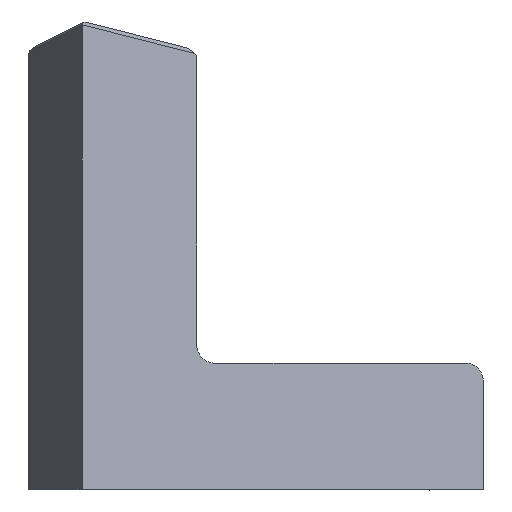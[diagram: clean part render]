
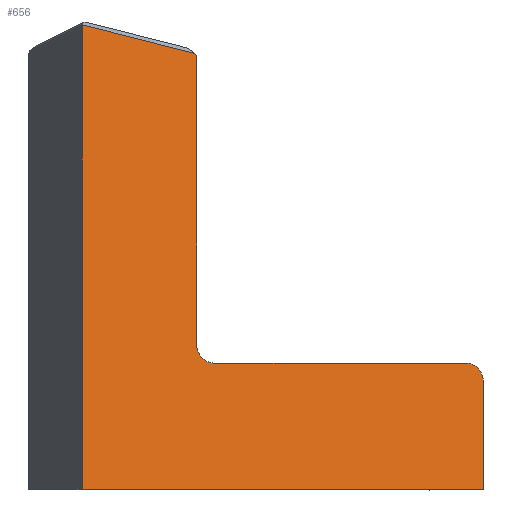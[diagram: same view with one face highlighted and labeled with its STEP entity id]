
A CAD part, top view. The second image highlights one B-rep face of the part: STEP entity #656.
In plain terms, the highlighted planar face has unit normal (0.423, 0, 0.906).
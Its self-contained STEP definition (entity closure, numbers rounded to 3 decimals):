
#119=CARTESIAN_POINT('Vertex',(2255.163,-883.5,1683.289)) ;
#133=CARTESIAN_POINT('Vertex',(2318.605,-883.5,1653.706)) ;
#136=CARTESIAN_POINT('Line Origine',(2286.884,-883.5,1668.498)) ;
#343=CARTESIAN_POINT('Vertex',(2315.886,-863.5,1654.974)) ;
#357=CARTESIAN_POINT('Vertex',(2276.008,-863.5,1673.569)) ;
#360=CARTESIAN_POINT('Line Origine',(2295.947,-863.5,1664.271)) ;
#428=CARTESIAN_POINT('Vertex',(2318.605,-866.5,1653.706)) ;
#431=CARTESIAN_POINT('Line Origine',(2318.605,-875.,1653.706)) ;
#459=CARTESIAN_POINT('Vertex',(2273.289,-860.5,1674.837)) ;
#462=CARTESIAN_POINT('Axis2P3D Location',(2276.008,-860.5,1673.569)) ;
#484=CARTESIAN_POINT('Axis2P3D Location',(2315.886,-866.5,1654.974)) ;
#602=CARTESIAN_POINT('Axis2P3D Location',(2264.226,-810.,1679.063)) ;
#607=CARTESIAN_POINT('Line Origine',(2255.163,-846.779,1683.289)) ;
#611=CARTESIAN_POINT('Vertex',(2255.163,-810.057,1683.289)) ;
#614=CARTESIAN_POINT('Line Origine',(2273.289,-837.808,1674.837)) ;
#618=CARTESIAN_POINT('Vertex',(2273.289,-815.116,1674.837)) ;
#622=CARTESIAN_POINT('Control Point',(2273.289,-815.116,1674.837)) ;
#623=CARTESIAN_POINT('Control Point',(2273.228,-815.008,1674.866)) ;
#624=CARTESIAN_POINT('Control Point',(2273.166,-814.9,1674.894)) ;
#625=CARTESIAN_POINT('Control Point',(2273.105,-814.792,1674.923)) ;
#626=CARTESIAN_POINT('Control Point',(2273.043,-814.684,1674.952)) ;
#627=CARTESIAN_POINT('Control Point',(2272.982,-814.575,1674.98)) ;
#628=CARTESIAN_POINT('Vertex',(2272.982,-814.575,1674.98)) ;
#632=CARTESIAN_POINT('Control Point',(2272.982,-814.575,1674.98)) ;
#633=CARTESIAN_POINT('Control Point',(2272.972,-814.573,1674.985)) ;
#634=CARTESIAN_POINT('Control Point',(2272.963,-814.571,1674.989)) ;
#635=CARTESIAN_POINT('Control Point',(2272.953,-814.568,1674.994)) ;
#636=CARTESIAN_POINT('Control Point',(2270.615,-813.99,1676.084)) ;
#637=CARTESIAN_POINT('Control Point',(2268.277,-813.407,1677.174)) ;
#638=CARTESIAN_POINT('Control Point',(2265.95,-812.822,1678.259)) ;
#639=CARTESIAN_POINT('Control Point',(2262.396,-811.922,1679.917)) ;
#640=CARTESIAN_POINT('Control Point',(2258.843,-811.011,1681.573)) ;
#641=CARTESIAN_POINT('Control Point',(2257.616,-810.694,1682.145)) ;
#642=CARTESIAN_POINT('Control Point',(2256.39,-810.376,1682.717)) ;
#643=CARTESIAN_POINT('Control Point',(2255.163,-810.057,1683.289)) ;
#137=DIRECTION('Vector Direction',(-0.906,0.,0.423)) ;
#361=DIRECTION('Vector Direction',(-0.906,0.,0.423)) ;
#432=DIRECTION('Vector Direction',(0.,-1.,0.)) ;
#463=DIRECTION('Axis2P3D Direction',(0.423,-0.,0.906)) ;
#485=DIRECTION('Axis2P3D Direction',(0.423,-0.,0.906)) ;
#603=DIRECTION('Axis2P3D Direction',(0.423,-0.,0.906)) ;
#604=DIRECTION('Axis2P3D XDirection',(0.,1.,0.)) ;
#608=DIRECTION('Vector Direction',(0.,1.,0.)) ;
#615=DIRECTION('Vector Direction',(0.,1.,0.)) ;
#464=AXIS2_PLACEMENT_3D('Circle Axis2P3D',#462,#463,$) ;
#486=AXIS2_PLACEMENT_3D('Circle Axis2P3D',#484,#485,$) ;
#605=AXIS2_PLACEMENT_3D('Plane Axis2P3D',#602,#603,#604) ;
#646=ORIENTED_EDGE('',*,*,#613,.T.) ;
#647=ORIENTED_EDGE('',*,*,#140,.T.) ;
#648=ORIENTED_EDGE('',*,*,#435,.T.) ;
#649=ORIENTED_EDGE('',*,*,#488,.T.) ;
#650=ORIENTED_EDGE('',*,*,#364,.T.) ;
#651=ORIENTED_EDGE('',*,*,#466,.T.) ;
#652=ORIENTED_EDGE('',*,*,#620,.T.) ;
#653=ORIENTED_EDGE('',*,*,#630,.F.) ;
#654=ORIENTED_EDGE('',*,*,#644,.T.) ;
#138=VECTOR('Line Direction',#137,1.) ;
#362=VECTOR('Line Direction',#361,1.) ;
#433=VECTOR('Line Direction',#432,1.) ;
#609=VECTOR('Line Direction',#608,1.) ;
#616=VECTOR('Line Direction',#615,1.) ;
#656=ADVANCED_FACE('\X2\96F64EF651E04F554F53\X0\',(#655),#606,.T.) ;
#621=B_SPLINE_CURVE_WITH_KNOTS('',5,(#622,#623,#624,#625,#626,#627),.UNSPECIFIED.,.F.,.U.,(6,6),(0.,0.903),.UNSPECIFIED.) ;
#631=B_SPLINE_CURVE_WITH_KNOTS('',5,(#632,#633,#634,#635,#636,#637,#638,#639,#640,#641,#642,#643),.UNSPECIFIED.,.F.,.U.,(6,3,3,6),(66.274,66.328,79.585,86.583),.UNSPECIFIED.) ;
#465=CIRCLE('generated circle',#464,3.) ;
#487=CIRCLE('generated circle',#486,3.) ;
#140=EDGE_CURVE('',#120,#134,#139,.F.) ;
#364=EDGE_CURVE('',#344,#358,#363,.T.) ;
#435=EDGE_CURVE('',#134,#429,#434,.F.) ;
#466=EDGE_CURVE('',#358,#460,#465,.F.) ;
#488=EDGE_CURVE('',#429,#344,#487,.T.) ;
#613=EDGE_CURVE('',#612,#120,#610,.F.) ;
#620=EDGE_CURVE('',#460,#619,#617,.T.) ;
#630=EDGE_CURVE('',#629,#619,#621,.F.) ;
#644=EDGE_CURVE('',#629,#612,#631,.T.) ;
#645=EDGE_LOOP('',(#646,#647,#648,#649,#650,#651,#652,#653,#654)) ;
#655=FACE_OUTER_BOUND('',#645,.T.) ;
#139=LINE('Line',#136,#138) ;
#363=LINE('Line',#360,#362) ;
#434=LINE('Line',#431,#433) ;
#610=LINE('Line',#607,#609) ;
#617=LINE('Line',#614,#616) ;
#606=PLANE('',#605) ;
#120=VERTEX_POINT('',#119) ;
#134=VERTEX_POINT('',#133) ;
#344=VERTEX_POINT('',#343) ;
#358=VERTEX_POINT('',#357) ;
#429=VERTEX_POINT('',#428) ;
#460=VERTEX_POINT('',#459) ;
#612=VERTEX_POINT('',#611) ;
#619=VERTEX_POINT('',#618) ;
#629=VERTEX_POINT('',#628) ;
